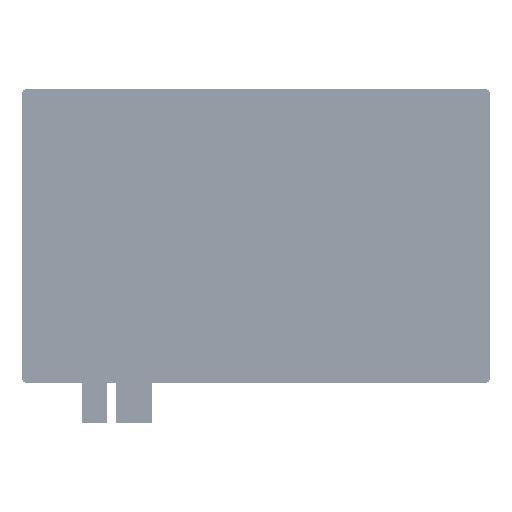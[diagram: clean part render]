
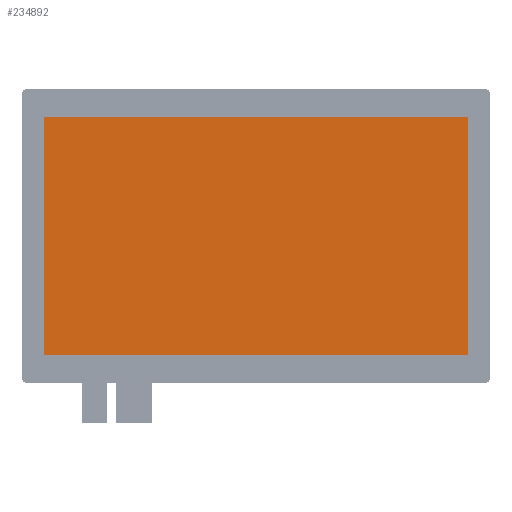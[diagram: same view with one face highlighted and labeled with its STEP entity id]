
A CAD part, top view. The second image highlights one B-rep face of the part: STEP entity #234892.
In plain terms, the highlighted planar face has unit normal (0, 0, 1).
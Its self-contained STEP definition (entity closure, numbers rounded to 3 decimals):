
#26529=FACE_OUTER_BOUND('',#39529,.T.);
#39529=EDGE_LOOP('',(#214528,#214529,#214530,#214531));
#64675=LINE('',#421773,#89824);
#64676=LINE('',#421775,#89825);
#64677=LINE('',#421777,#89826);
#64678=LINE('',#421778,#89827);
#89824=VECTOR('',#320813,10.);
#89825=VECTOR('',#320814,10.);
#89826=VECTOR('',#320815,10.);
#89827=VECTOR('',#320816,10.);
#111788=VERTEX_POINT('',#421771);
#111789=VERTEX_POINT('',#421772);
#111790=VERTEX_POINT('',#421774);
#111791=VERTEX_POINT('',#421776);
#146050=EDGE_CURVE('',#111788,#111789,#64675,.T.);
#146051=EDGE_CURVE('',#111790,#111788,#64676,.T.);
#146052=EDGE_CURVE('',#111791,#111790,#64677,.T.);
#146053=EDGE_CURVE('',#111789,#111791,#64678,.T.);
#214528=ORIENTED_EDGE('',*,*,#146050,.F.);
#214529=ORIENTED_EDGE('',*,*,#146051,.F.);
#214530=ORIENTED_EDGE('',*,*,#146052,.F.);
#214531=ORIENTED_EDGE('',*,*,#146053,.F.);
#222572=PLANE('',#255175);
#234892=ADVANCED_FACE('',(#26529),#222572,.T.);
#255175=AXIS2_PLACEMENT_3D('',#421770,#320811,#320812);
#320811=DIRECTION('center_axis',(0.,0.,1.));
#320812=DIRECTION('ref_axis',(1.,0.,0.));
#320813=DIRECTION('',(1.,0.,0.));
#320814=DIRECTION('',(0.,1.,0.));
#320815=DIRECTION('',(-1.,0.,0.));
#320816=DIRECTION('',(0.,-1.,0.));
#421770=CARTESIAN_POINT('Origin',(0.,0.,
6.975));
#421771=CARTESIAN_POINT('',(-238.35,134.05,6.975));
#421772=CARTESIAN_POINT('',(238.35,134.05,6.975));
#421773=CARTESIAN_POINT('',(119.175,134.05,6.975));
#421774=CARTESIAN_POINT('',(-238.35,-134.05,6.975));
#421775=CARTESIAN_POINT('',(-238.35,67.025,6.975));
#421776=CARTESIAN_POINT('',(238.35,-134.05,6.975));
#421777=CARTESIAN_POINT('',(-119.175,-134.05,6.975));
#421778=CARTESIAN_POINT('',(238.35,-67.025,6.975));
